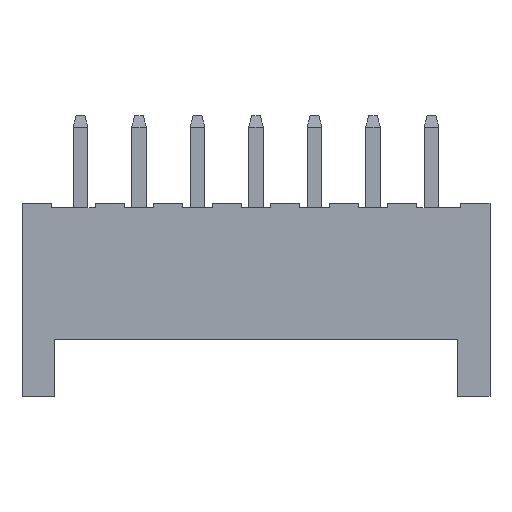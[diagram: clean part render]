
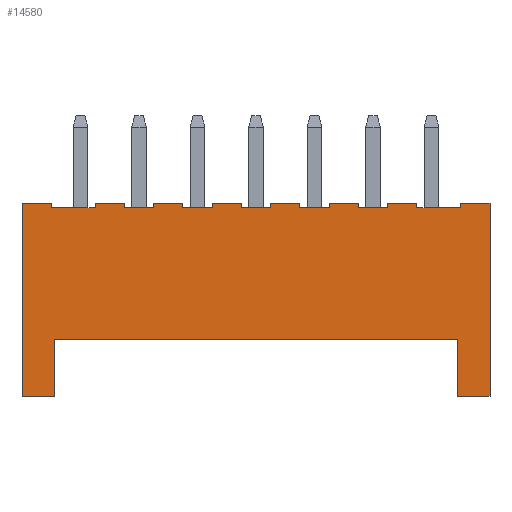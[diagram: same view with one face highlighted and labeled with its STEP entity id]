
A CAD part, front view. The second image highlights one B-rep face of the part: STEP entity #14580.
In plain terms, the highlighted planar face has unit normal (0, -1, 0).
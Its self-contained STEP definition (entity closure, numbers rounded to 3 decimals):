
#60=CARTESIAN_POINT('',(-5.722,-2.345,0.));
#70=DIRECTION('',(0.,0.,-1.));
#80=VECTOR('',#70,1.);
#90=LINE('',#60,#80);
#100=CARTESIAN_POINT('',(-5.722,-2.345,6.6));
#110=VERTEX_POINT('',#100);
#120=CARTESIAN_POINT('',(-5.722,-2.345,6.45));
#130=VERTEX_POINT('',#120);
#140=EDGE_CURVE('',#110,#130,#90,.T.);
#920=CARTESIAN_POINT('',(-4.722,-2.345,6.6));
#930=VERTEX_POINT('',#920);
#1080=CARTESIAN_POINT('',(-4.722,-2.345,6.45));
#1090=VERTEX_POINT('',#1080);
#1120=CARTESIAN_POINT('',(-4.722,-2.345,0.));
#1130=DIRECTION('',(0.,0.,1.));
#1140=VECTOR('',#1130,1.);
#1150=LINE('',#1120,#1140);
#1160=EDGE_CURVE('',#1090,#930,#1150,.T.);
#1700=CARTESIAN_POINT('',(-10.222,-2.345,0.));
#1710=VERTEX_POINT('',#1700);
#1740=CARTESIAN_POINT('',(-9.122,-2.345,0.));
#1750=DIRECTION('',(-1.,0.,0.));
#1760=VECTOR('',#1750,1.);
#1770=LINE('',#1740,#1760);
#1780=CARTESIAN_POINT('',(-9.122,-2.345,0.));
#1790=VERTEX_POINT('',#1780);
#1800=EDGE_CURVE('',#1790,#1710,#1770,.T.);
#2980=CARTESIAN_POINT('',(-3.722,-2.345,6.6));
#2990=VERTEX_POINT('',#2980);
#3040=CARTESIAN_POINT('',(-3.722,-2.345,0.));
#3050=DIRECTION('',(0.,0.,-1.));
#3060=VECTOR('',#3050,1.);
#3070=LINE('',#3040,#3060);
#3080=CARTESIAN_POINT('',(-3.722,-2.345,6.45));
#3090=VERTEX_POINT('',#3080);
#3100=EDGE_CURVE('',#2990,#3090,#3070,.T.);
#4070=CARTESIAN_POINT('',(0.,-2.345,6.6));
#4080=DIRECTION('',(1.,0.,0.));
#4090=VECTOR('',#4080,1.);
#4100=LINE('',#4070,#4090);
#4110=CARTESIAN_POINT('',(-10.222,-2.345,6.6));
#4120=VERTEX_POINT('',#4110);
#4130=CARTESIAN_POINT('',(-9.222,-2.345,6.6));
#4140=VERTEX_POINT('',#4130);
#4150=EDGE_CURVE('',#4120,#4140,#4100,.T.);
#5320=CARTESIAN_POINT('',(-6.722,-2.345,6.6));
#5330=VERTEX_POINT('',#5320);
#5360=CARTESIAN_POINT('',(-7.722,-2.345,6.6));
#5370=VERTEX_POINT('',#5360);
#5380=EDGE_CURVE('',#5370,#5330,#4100,.T.);
#9930=CARTESIAN_POINT('',(-6.722,-2.345,6.45));
#9940=VERTEX_POINT('',#9930);
#9970=CARTESIAN_POINT('',(-6.722,-2.345,0.));
#9980=DIRECTION('',(0.,0.,1.));
#9990=VECTOR('',#9980,1.);
#10000=LINE('',#9970,#9990);
#10010=EDGE_CURVE('',#9940,#5330,#10000,.T.);
#12440=CARTESIAN_POINT('',(-9.615,-2.345,0.527)
);
#12450=DIRECTION('',(0.,-1.,0.));
#12460=DIRECTION('',(1.,0.,0.));
#12470=AXIS2_PLACEMENT_3D('',#12440,#12450,#12460);
#12480=PLANE('',#12470);
#12490=CARTESIAN_POINT('',(-10.222,-2.345,0.));
#12500=DIRECTION('',(0.,0.,-1.));
#12510=VECTOR('',#12500,1.);
#12520=LINE('',#12490,#12510);
#12530=EDGE_CURVE('',#4120,#1710,#12520,.T.);
#12540=ORIENTED_EDGE('',*,*,#12530,.T.);
#12550=ORIENTED_EDGE('',*,*,#4150,.F.);
#12560=CARTESIAN_POINT('',(-9.222,-2.345,0.));
#12570=DIRECTION('',(0.,0.,-1.));
#12580=VECTOR('',#12570,1.);
#12590=LINE('',#12560,#12580);
#12600=CARTESIAN_POINT('',(-9.222,-2.345,6.45));
#12610=VERTEX_POINT('',#12600);
#12620=EDGE_CURVE('',#4140,#12610,#12590,.T.);
#12630=ORIENTED_EDGE('',*,*,#12620,.F.);
#12640=CARTESIAN_POINT('',(0.,-2.345,6.45));
#12650=DIRECTION('',(1.,0.,0.));
#12660=VECTOR('',#12650,1.);
#12670=LINE('',#12640,#12660);
#12680=CARTESIAN_POINT('',(-7.722,-2.345,6.45));
#12690=VERTEX_POINT('',#12680);
#12700=EDGE_CURVE('',#12610,#12690,#12670,.T.);
#12710=ORIENTED_EDGE('',*,*,#12700,.F.);
#12720=CARTESIAN_POINT('',(-7.722,-2.345,0.));
#12730=DIRECTION('',(0.,0.,1.));
#12740=VECTOR('',#12730,1.);
#12750=LINE('',#12720,#12740);
#12760=EDGE_CURVE('',#12690,#5370,#12750,.T.);
#12770=ORIENTED_EDGE('',*,*,#12760,.F.);
#12780=ORIENTED_EDGE('',*,*,#5380,.F.);
#12790=ORIENTED_EDGE('',*,*,#10010,.T.);
#12800=CARTESIAN_POINT('',(-4.444,-2.345,6.45));
#12810=DIRECTION('',(-1.,0.,0.));
#12820=VECTOR('',#12810,1.);
#12830=LINE('',#12800,#12820);
#12840=EDGE_CURVE('',#130,#9940,#12830,.T.);
#12850=ORIENTED_EDGE('',*,*,#12840,.T.);
#12860=ORIENTED_EDGE('',*,*,#140,.T.);
#12870=CARTESIAN_POINT('',(-4.444,-2.345,6.6));
#12880=DIRECTION('',(-1.,0.,0.));
#12890=VECTOR('',#12880,1.);
#12900=LINE('',#12870,#12890);
#12910=EDGE_CURVE('',#930,#110,#12900,.T.);
#12920=ORIENTED_EDGE('',*,*,#12910,.T.);
#12930=ORIENTED_EDGE('',*,*,#1160,.T.);
#12940=CARTESIAN_POINT('',(-4.444,-2.345,6.45));
#12950=DIRECTION('',(-1.,0.,0.));
#12960=VECTOR('',#12950,1.);
#12970=LINE('',#12940,#12960);
#12980=EDGE_CURVE('',#3090,#1090,#12970,.T.);
#12990=ORIENTED_EDGE('',*,*,#12980,.T.);
#13000=ORIENTED_EDGE('',*,*,#3100,.T.);
#13010=CARTESIAN_POINT('',(-2.722,-2.345,6.6));
#13020=VERTEX_POINT('',#13010);
#13030=EDGE_CURVE('',#13020,#2990,#12900,.T.);
#13040=ORIENTED_EDGE('',*,*,#13030,.T.);
#13050=CARTESIAN_POINT('',(-2.722,-2.345,0.));
#13060=DIRECTION('',(0.,0.,1.));
#13070=VECTOR('',#13060,1.);
#13080=LINE('',#13050,#13070);
#13090=CARTESIAN_POINT('',(-2.722,-2.345,6.45));
#13100=VERTEX_POINT('',#13090);
#13110=EDGE_CURVE('',#13100,#13020,#13080,.T.);
#13120=ORIENTED_EDGE('',*,*,#13110,.T.);
#13130=CARTESIAN_POINT('',(-4.444,-2.345,6.45));
#13140=DIRECTION('',(-1.,0.,0.));
#13150=VECTOR('',#13140,1.);
#13160=LINE('',#13130,#13150);
#13170=CARTESIAN_POINT('',(-1.722,-2.345,6.45));
#13180=VERTEX_POINT('',#13170);
#13190=EDGE_CURVE('',#13180,#13100,#13160,.T.);
#13200=ORIENTED_EDGE('',*,*,#13190,.T.);
#13210=CARTESIAN_POINT('',(-1.722,-2.345,0.));
#13220=DIRECTION('',(0.,0.,-1.));
#13230=VECTOR('',#13220,1.);
#13240=LINE('',#13210,#13230);
#13250=CARTESIAN_POINT('',(-1.722,-2.345,6.6));
#13260=VERTEX_POINT('',#13250);
#13270=EDGE_CURVE('',#13260,#13180,#13240,.T.);
#13280=ORIENTED_EDGE('',*,*,#13270,.T.);
#13290=CARTESIAN_POINT('',(-0.722,-2.345,6.6));
#13300=VERTEX_POINT('',#13290);
#13310=EDGE_CURVE('',#13300,#13260,#12900,.T.);
#13320=ORIENTED_EDGE('',*,*,#13310,.T.);
#13330=CARTESIAN_POINT('',(-0.722,-2.345,
0.));
#13340=DIRECTION('',(0.,0.,1.));
#13350=VECTOR('',#13340,1.);
#13360=LINE('',#13330,#13350);
#13370=CARTESIAN_POINT('',(-0.722,-2.345,6.45));
#13380=VERTEX_POINT('',#13370);
#13390=EDGE_CURVE('',#13380,#13300,#13360,.T.);
#13400=ORIENTED_EDGE('',*,*,#13390,.T.);
#13410=CARTESIAN_POINT('',(-4.444,-2.345,6.45));
#13420=DIRECTION('',(-1.,0.,0.));
#13430=VECTOR('',#13420,1.);
#13440=LINE('',#13410,#13430);
#13450=CARTESIAN_POINT('',(0.278,-2.345,6.45));
#13460=VERTEX_POINT('',#13450);
#13470=EDGE_CURVE('',#13460,#13380,#13440,.T.);
#13480=ORIENTED_EDGE('',*,*,#13470,.T.);
#13490=CARTESIAN_POINT('',(0.278,-2.345,
0.));
#13500=DIRECTION('',(0.,0.,-1.));
#13510=VECTOR('',#13500,1.);
#13520=LINE('',#13490,#13510);
#13530=CARTESIAN_POINT('',(0.278,-2.345,6.6));
#13540=VERTEX_POINT('',#13530);
#13550=EDGE_CURVE('',#13540,#13460,#13520,.T.);
#13560=ORIENTED_EDGE('',*,*,#13550,.T.);
#13570=CARTESIAN_POINT('',(1.278,-2.345,6.6));
#13580=VERTEX_POINT('',#13570);
#13590=EDGE_CURVE('',#13580,#13540,#12900,.T.);
#13600=ORIENTED_EDGE('',*,*,#13590,.T.);
#13610=CARTESIAN_POINT('',(1.278,-2.345,0.));
#13620=DIRECTION('',(0.,0.,1.));
#13630=VECTOR('',#13620,1.);
#13640=LINE('',#13610,#13630);
#13650=CARTESIAN_POINT('',(1.278,-2.345,6.45));
#13660=VERTEX_POINT('',#13650);
#13670=EDGE_CURVE('',#13660,#13580,#13640,.T.);
#13680=ORIENTED_EDGE('',*,*,#13670,.T.);
#13690=CARTESIAN_POINT('',(-4.444,-2.345,6.45));
#13700=DIRECTION('',(-1.,0.,0.));
#13710=VECTOR('',#13700,1.);
#13720=LINE('',#13690,#13710);
#13730=CARTESIAN_POINT('',(2.278,-2.345,6.45));
#13740=VERTEX_POINT('',#13730);
#13750=EDGE_CURVE('',#13740,#13660,#13720,.T.);
#13760=ORIENTED_EDGE('',*,*,#13750,.T.);
#13770=CARTESIAN_POINT('',(2.278,-2.345,0.));
#13780=DIRECTION('',(0.,0.,-1.));
#13790=VECTOR('',#13780,1.);
#13800=LINE('',#13770,#13790);
#13810=CARTESIAN_POINT('',(2.278,-2.345,6.6));
#13820=VERTEX_POINT('',#13810);
#13830=EDGE_CURVE('',#13820,#13740,#13800,.T.);
#13840=ORIENTED_EDGE('',*,*,#13830,.T.);
#13850=CARTESIAN_POINT('',(3.278,-2.345,6.6));
#13860=VERTEX_POINT('',#13850);
#13870=EDGE_CURVE('',#13860,#13820,#12900,.T.);
#13880=ORIENTED_EDGE('',*,*,#13870,.T.);
#13890=CARTESIAN_POINT('',(3.278,-2.345,0.));
#13900=DIRECTION('',(0.,0.,1.));
#13910=VECTOR('',#13900,1.);
#13920=LINE('',#13890,#13910);
#13930=CARTESIAN_POINT('',(3.278,-2.345,6.45));
#13940=VERTEX_POINT('',#13930);
#13950=EDGE_CURVE('',#13940,#13860,#13920,.T.);
#13960=ORIENTED_EDGE('',*,*,#13950,.T.);
#13970=CARTESIAN_POINT('',(-4.444,-2.345,6.45));
#13980=DIRECTION('',(-1.,0.,0.));
#13990=VECTOR('',#13980,1.);
#14000=LINE('',#13970,#13990);
#14010=CARTESIAN_POINT('',(4.778,-2.345,6.45));
#14020=VERTEX_POINT('',#14010);
#14030=EDGE_CURVE('',#14020,#13940,#14000,.T.);
#14040=ORIENTED_EDGE('',*,*,#14030,.T.);
#14050=CARTESIAN_POINT('',(4.778,-2.345,0.));
#14060=DIRECTION('',(0.,0.,-1.));
#14070=VECTOR('',#14060,1.);
#14080=LINE('',#14050,#14070);
#14090=CARTESIAN_POINT('',(4.778,-2.345,6.6));
#14100=VERTEX_POINT('',#14090);
#14110=EDGE_CURVE('',#14100,#14020,#14080,.T.);
#14120=ORIENTED_EDGE('',*,*,#14110,.T.);
#14130=CARTESIAN_POINT('',(5.778,-2.345,6.6));
#14140=VERTEX_POINT('',#14130);
#14150=EDGE_CURVE('',#14140,#14100,#12900,.T.);
#14160=ORIENTED_EDGE('',*,*,#14150,.T.);
#14170=CARTESIAN_POINT('',(5.778,-2.345,0.));
#14180=DIRECTION('',(0.,0.,-1.));
#14190=VECTOR('',#14180,1.);
#14200=LINE('',#14170,#14190);
#14210=CARTESIAN_POINT('',(5.778,-2.345,0.));
#14220=VERTEX_POINT('',#14210);
#14230=EDGE_CURVE('',#14140,#14220,#14200,.T.);
#14240=ORIENTED_EDGE('',*,*,#14230,.F.);
#14250=CARTESIAN_POINT('',(4.678,-2.345,
0.));
#14260=DIRECTION('',(1.,0.,0.));
#14270=VECTOR('',#14260,1.);
#14280=LINE('',#14250,#14270);
#14290=CARTESIAN_POINT('',(4.678,-2.345,
0.));
#14300=VERTEX_POINT('',#14290);
#14310=EDGE_CURVE('',#14300,#14220,#14280,.T.);
#14320=ORIENTED_EDGE('',*,*,#14310,.T.);
#14330=CARTESIAN_POINT('',(4.678,-2.345,
0.));
#14340=DIRECTION('',(0.,0.,1.));
#14350=VECTOR('',#14340,1.);
#14360=LINE('',#14330,#14350);
#14370=CARTESIAN_POINT('',(4.678,-2.345,1.95));
#14380=VERTEX_POINT('',#14370);
#14390=EDGE_CURVE('',#14300,#14380,#14360,.T.);
#14400=ORIENTED_EDGE('',*,*,#14390,.F.);
#14410=CARTESIAN_POINT('',(-20.,-2.345,1.95));
#14420=DIRECTION('',(-1.,0.,0.));
#14430=VECTOR('',#14420,1.);
#14440=LINE('',#14410,#14430);
#14450=CARTESIAN_POINT('',(-9.122,-2.345,1.95));
#14460=VERTEX_POINT('',#14450);
#14470=EDGE_CURVE('',#14380,#14460,#14440,.T.);
#14480=ORIENTED_EDGE('',*,*,#14470,.F.);
#14490=CARTESIAN_POINT('',(-9.122,-2.345,0.));
#14500=DIRECTION('',(0.,0.,1.));
#14510=VECTOR('',#14500,1.);
#14520=LINE('',#14490,#14510);
#14530=EDGE_CURVE('',#1790,#14460,#14520,.T.);
#14540=ORIENTED_EDGE('',*,*,#14530,.T.);
#14550=ORIENTED_EDGE('',*,*,#1800,.F.);
#14560=EDGE_LOOP('',(#14550,#14540,#14480,#14400,#14320,#14240,#14160,
#14120,#14040,#13960,#13880,#13840,#13760,#13680,#13600,#13560,#13480,
#13400,#13320,#13280,#13200,#13120,#13040,#13000,#12990,#12930,#12920,
#12860,#12850,#12790,#12780,#12770,#12710,#12630,#12550,#12540));
#14570=FACE_OUTER_BOUND('',#14560,.T.);
#14580=ADVANCED_FACE('',(#14570),#12480,.T.);
